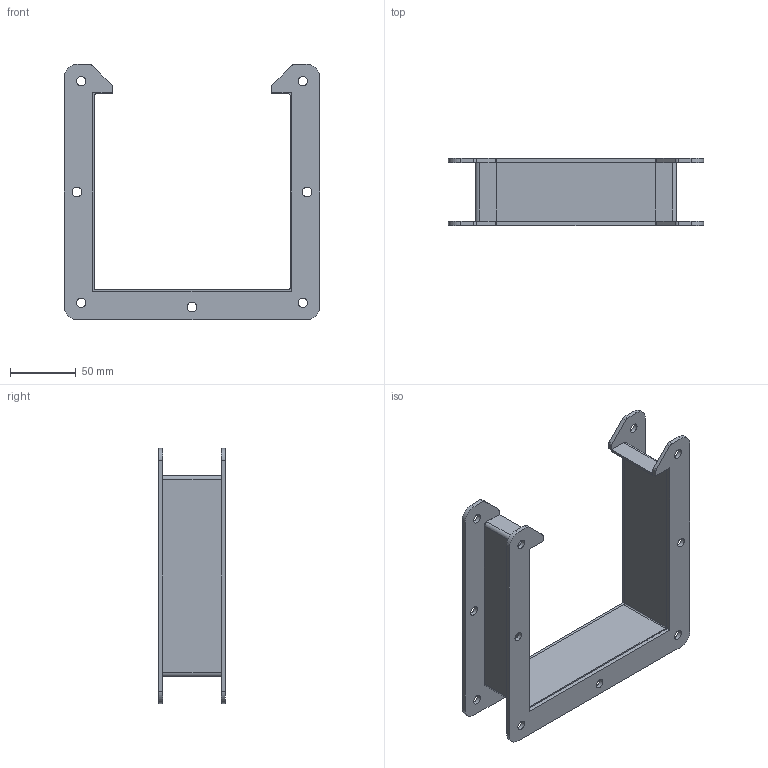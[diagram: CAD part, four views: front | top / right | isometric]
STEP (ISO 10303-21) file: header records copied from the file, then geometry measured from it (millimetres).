
FILE_DESCRIPTION (( 'STEP AP203' ), '1' );
FILE_NAME ('1485DM2.step', '2020-11-19T14:36:52', ( 'ADC123' ), ( 'Microsoft' ), 'SwSTEP 2.0', 'SolidWorks 2019', '' );
FILE_SCHEMA (( 'CONFIG_CONTROL_DESIGN' ));
Length unit declared in the file: inch
Products named in the file (1): 1485DM2
Bounding box: 193.68 x 50.8 x 193.68 mm (x, y, z)
Volume: 112250.6 mm3; surface area: 98918 mm2
Topology: 3 solids, 3 shells, 84 faces, 234 edges, 156 vertices
Faces by surface type: plane 46, cylinder 38
Full cylindrical faces by diameter (mm): 7.137 x14
Entity records: 2775 total; most frequent: DIRECTION 466, CARTESIAN_POINT 461, ORIENTED_EDGE 440, EDGE_CURVE 220, AXIS2_PLACEMENT_3D 161, VERTEX_POINT 156, LINE 144, VECTOR 144
